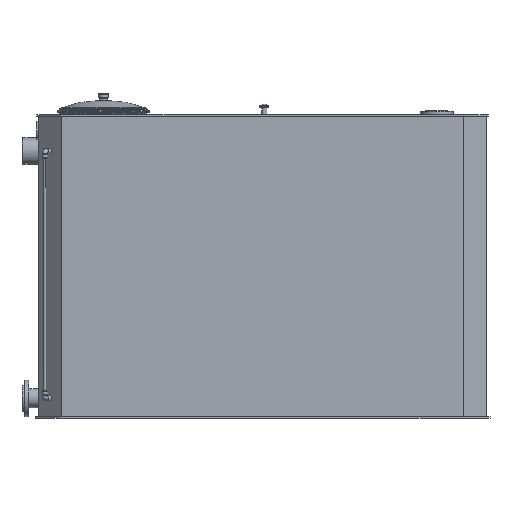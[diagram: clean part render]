
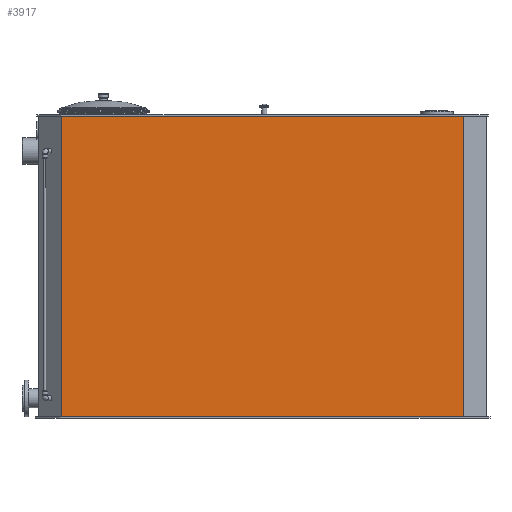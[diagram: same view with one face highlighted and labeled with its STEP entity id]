
A CAD part, front view. The second image highlights one B-rep face of the part: STEP entity #3917.
In plain terms, the highlighted planar face has unit normal (0, -1, 0).
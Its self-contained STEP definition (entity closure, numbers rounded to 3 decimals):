
#580=FACE_OUTER_BOUND('',#859,.T.);
#859=EDGE_LOOP('',(#2780,#2781,#2782,#2783));
#1285=LINE('',#5885,#1560);
#1294=LINE('',#5905,#1569);
#1295=LINE('',#5906,#1570);
#1296=LINE('',#5907,#1571);
#1560=VECTOR('',#4681,10.);
#1569=VECTOR('',#4708,10.);
#1570=VECTOR('',#4709,10.);
#1571=VECTOR('',#4710,10.);
#1828=VERTEX_POINT('',#5870);
#1835=VERTEX_POINT('',#5883);
#1836=VERTEX_POINT('',#5903);
#1837=VERTEX_POINT('',#5904);
#2221=EDGE_CURVE('',#1835,#1828,#1285,.T.);
#2230=EDGE_CURVE('',#1836,#1837,#1294,.T.);
#2231=EDGE_CURVE('',#1828,#1837,#1295,.T.);
#2232=EDGE_CURVE('',#1835,#1836,#1296,.T.);
#2780=ORIENTED_EDGE('',*,*,#2230,.T.);
#2781=ORIENTED_EDGE('',*,*,#2231,.F.);
#2782=ORIENTED_EDGE('',*,*,#2221,.F.);
#2783=ORIENTED_EDGE('',*,*,#2232,.T.);
#3786=PLANE('',#4209);
#3917=ADVANCED_FACE('',(#580),#3786,.T.);
#4209=AXIS2_PLACEMENT_3D('',#5902,#4706,#4707);
#4681=DIRECTION('',(-1.,0.,0.));
#4706=DIRECTION('center_axis',(0.,-1.,0.));
#4707=DIRECTION('ref_axis',(0.,0.,1.));
#4708=DIRECTION('',(-1.,0.,0.));
#4709=DIRECTION('',(0.,0.,1.));
#4710=DIRECTION('',(0.,0.,1.));
#5870=CARTESIAN_POINT('',(-1211.716,-495.,10.));
#5883=CARTESIAN_POINT('',(1211.716,-495.,10.));
#5885=CARTESIAN_POINT('',(605.858,-495.,10.));
#5902=CARTESIAN_POINT('Origin',(1211.716,-495.,10.));
#5903=CARTESIAN_POINT('',(1211.716,-495.,1820.));
#5904=CARTESIAN_POINT('',(-1211.716,-495.,1820.));
#5905=CARTESIAN_POINT('',(1211.716,-495.,1820.));
#5906=CARTESIAN_POINT('',(-1211.716,-495.,10.));
#5907=CARTESIAN_POINT('',(1211.716,-495.,10.));
